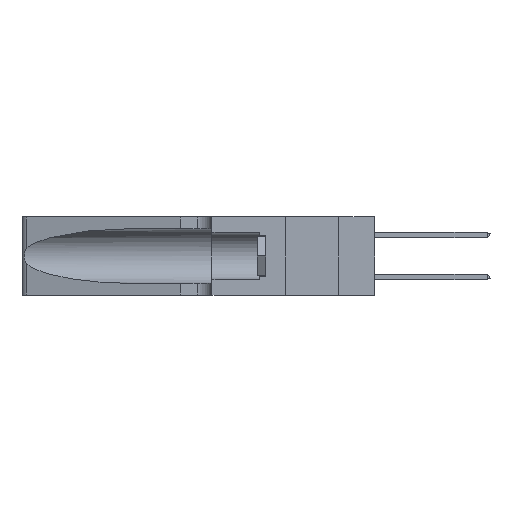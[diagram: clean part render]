
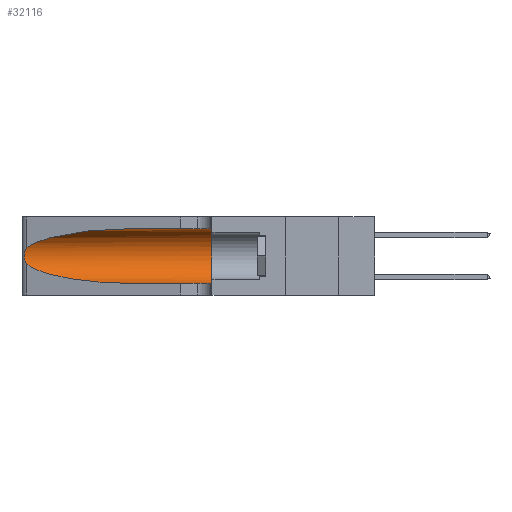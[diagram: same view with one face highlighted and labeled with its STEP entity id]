
A CAD part, left-side view. The second image highlights one B-rep face of the part: STEP entity #32116.
In plain terms, the highlighted cylindrical face has radius 3.308 mm (diameter 6.617 mm), a partial arc.
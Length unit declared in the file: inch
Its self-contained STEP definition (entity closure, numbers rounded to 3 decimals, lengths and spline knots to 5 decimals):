
#101 = EDGE_CURVE ( 'NONE', #41414, #29625, #8676, .T. ) ;
#2185 = ORIENTED_EDGE ( 'NONE', *, *, #37758, .T. ) ;
#2311 = DIRECTION ( 'NONE',  ( 0., 1., 0. ) ) ;
#2644 = EDGE_CURVE ( 'NONE', #5037, #9987, #26054, .T. ) ;
#3602 = CARTESIAN_POINT ( 'NONE',  ( 0.1305, 1.61858, 0.185 ) ) ;
#4337 = VECTOR ( 'NONE', #8463, 39.37008 ) ;
#5037 = VERTEX_POINT ( 'NONE', #33081 ) ;
#6246 = CARTESIAN_POINT ( 'NONE',  ( 0.25487, 1.22718, 0.14631 ) ) ;
#6321 = CARTESIAN_POINT ( 'NONE',  ( 0.25854, 1.2359, 0.20912 ) ) ;
#7000 = DIRECTION ( 'NONE',  ( 0., -1., 0. ) ) ;
#7338 = CARTESIAN_POINT ( 'NONE',  ( 0.1305, 0.35, 0.05475 ) ) ;
#8463 = DIRECTION ( 'NONE',  ( 0., -1., 0. ) ) ;
#8676 = CIRCLE ( 'NONE', #24403, 0.13025 ) ;
#9255 = EDGE_CURVE ( 'NONE', #36006, #29625, #13232, .T. ) ;
#9514 = EDGE_CURVE ( 'NONE', #9987, #36006, #42364, .T. ) ;
#9680 = CARTESIAN_POINT ( 'NONE',  ( 0.26075, 1.23896, 0.19203 ) ) ;
#9987 = VERTEX_POINT ( 'NONE', #31441 ) ;
#11352 = ORIENTED_EDGE ( 'NONE', *, *, #2644, .T. ) ;
#11649 = CARTESIAN_POINT ( 'NONE',  ( 0.1305, 1.61858, 0.05475 ) ) ;
#12916 = ORIENTED_EDGE ( 'NONE', *, *, #31976, .F. ) ;
#13016 = CARTESIAN_POINT ( 'NONE',  ( 0.26017, 1.23833, 0.17102 ) ) ;
#13232 = LINE ( 'NONE', #11649, #4337 ) ;
#15224 = AXIS2_PLACEMENT_3D ( 'NONE', #3602, #7000, #36277 ) ;
#16221 = CARTESIAN_POINT ( 'NONE',  ( 0.18966, 0.96281, 0.05475 ) ) ;
#16293 = CARTESIAN_POINT ( 'NONE',  ( 0.25789, 1.23486, 0.15765 ) ) ;
#16327 = CARTESIAN_POINT ( 'NONE',  ( 0.2373, 1.15595, 0.28018 ) ) ;
#16543 = LINE ( 'NONE', #35718, #41418 ) ;
#17519 = EDGE_LOOP ( 'NONE', ( #2185, #11352, #32992, #35383, #19783, #12916 ) ) ;
#19086 = FACE_OUTER_BOUND ( 'NONE', #17519, .T. ) ;
#19593 = CARTESIAN_POINT ( 'NONE',  ( 0.25555, 1.22993, 0.14849 ) ) ;
#19783 = ORIENTED_EDGE ( 'NONE', *, *, #101, .F. ) ;
#22133 = CARTESIAN_POINT ( 'NONE',  ( 0.1305, 0.35, 0.185 ) ) ;
#22707 = CARTESIAN_POINT ( 'NONE',  ( 0.25639, 1.23184, 0.21858 ) ) ;
#24403 = AXIS2_PLACEMENT_3D ( 'NONE', #22133, #2311, #25393 ) ;
#25393 = DIRECTION ( 'NONE',  ( 0., 0., 1. ) ) ;
#25915 = CARTESIAN_POINT ( 'NONE',  ( 0.2373, 1.15595, 0.08982 ) ) ;
#25992 = CARTESIAN_POINT ( 'NONE',  ( 0.25787, 1.23484, 0.2124 ) ) ;
#26054 = B_SPLINE_CURVE_WITH_KNOTS ( 'NONE', 3,
 ( #38864, #32269, #22707, #25992, #6321, #29273, #9680, #32553, #13016, #35760, #16293, #39005, #19593, #42234 ),
 .UNSPECIFIED., .F., .F.,
 ( 4, 2, 2, 2, 2, 2, 4 ),
 ( 0., 0.00027, 0.00053, 0.00107, 0.0016, 0.00187, 0.00214 ),
 .UNSPECIFIED. ) ;
#26520 = CARTESIAN_POINT ( 'NONE',  ( 0.1305, 0.35, 0.31525 ) ) ;
#29273 = CARTESIAN_POINT ( 'NONE',  ( 0.26018, 1.23835, 0.19895 ) ) ;
#29625 = VERTEX_POINT ( 'NONE', #7338 ) ;
#31441 = CARTESIAN_POINT ( 'NONE',  ( 0.25487, 1.22718, 0.14631 ) ) ;
#31942 = CARTESIAN_POINT ( 'NONE',  ( 0.1305, 0.72297, 0.31525 ) ) ;
#31976 = EDGE_CURVE ( 'NONE', #41175, #41414, #16543, .T. ) ;
#32116 = ADVANCED_FACE ( 'NONE', ( #19086 ), #35334, .F. ) ;
#32269 = CARTESIAN_POINT ( 'NONE',  ( 0.25555, 1.22994, 0.2215 ) ) ;
#32553 = CARTESIAN_POINT ( 'NONE',  ( 0.26075, 1.23896, 0.178 ) ) ;
#32580 = CARTESIAN_POINT ( 'NONE',  ( 0.1305, 0.72297, 0.31525 ) ) ;
#32992 = ORIENTED_EDGE ( 'NONE', *, *, #9514, .T. ) ;
#33081 = CARTESIAN_POINT ( 'NONE',  ( 0.25487, 1.22718, 0.22369 ) ) ;
#35334 = CYLINDRICAL_SURFACE ( 'NONE', #15224, 0.13025 ) ;
#35383 = ORIENTED_EDGE ( 'NONE', *, *, #9255, .T. ) ;
#35718 = CARTESIAN_POINT ( 'NONE',  ( 0.1305, 1.61858, 0.31525 ) ) ;
#35760 = CARTESIAN_POINT ( 'NONE',  ( 0.25856, 1.23593, 0.16098 ) ) ;
#35791 = CARTESIAN_POINT ( 'NONE',  ( 0.18966, 0.96281, 0.31525 ) ) ;
#36006 = VERTEX_POINT ( 'NONE', #36478 ) ;
#36277 = DIRECTION ( 'NONE',  ( 0., 0., -1. ) ) ;
#36478 = CARTESIAN_POINT ( 'NONE',  ( 0.1305, 0.72297, 0.05475 ) ) ;
#36688 =( BOUNDED_CURVE ( )  B_SPLINE_CURVE ( 3, ( #32580, #35791, #16327, #39039 ),
 .UNSPECIFIED., .F., .F. ) 
 B_SPLINE_CURVE_WITH_KNOTS ( ( 4, 4 ),
 ( 1.5708, 2.84003 ),
 .UNSPECIFIED. ) 
 CURVE ( )  GEOMETRIC_REPRESENTATION_ITEM ( )  RATIONAL_B_SPLINE_CURVE ( ( 1., 0.87, 0.87, 1. ) ) 
 REPRESENTATION_ITEM ( '' )  );
#37758 = EDGE_CURVE ( 'NONE', #41175, #5037, #36688, .T. ) ;
#38864 = CARTESIAN_POINT ( 'NONE',  ( 0.25487, 1.22718, 0.22369 ) ) ;
#38924 = CARTESIAN_POINT ( 'NONE',  ( 0.1305, 0.72297, 0.05475 ) ) ;
#38956 = DIRECTION ( 'NONE',  ( 0., -1., 0. ) ) ;
#39005 = CARTESIAN_POINT ( 'NONE',  ( 0.25639, 1.23186, 0.15144 ) ) ;
#39039 = CARTESIAN_POINT ( 'NONE',  ( 0.25487, 1.22718, 0.22369 ) ) ;
#41175 = VERTEX_POINT ( 'NONE', #31942 ) ;
#41414 = VERTEX_POINT ( 'NONE', #26520 ) ;
#41418 = VECTOR ( 'NONE', #38956, 39.37008 ) ;
#42234 = CARTESIAN_POINT ( 'NONE',  ( 0.25487, 1.22718, 0.14631 ) ) ;
#42364 =( BOUNDED_CURVE ( )  B_SPLINE_CURVE ( 3, ( #6246, #25915, #16221, #38924 ),
 .UNSPECIFIED., .F., .F. ) 
 B_SPLINE_CURVE_WITH_KNOTS ( ( 4, 4 ),
 ( 3.44316, 4.71239 ),
 .UNSPECIFIED. ) 
 CURVE ( )  GEOMETRIC_REPRESENTATION_ITEM ( )  RATIONAL_B_SPLINE_CURVE ( ( 1., 0.87, 0.87, 1. ) ) 
 REPRESENTATION_ITEM ( '' )  );
